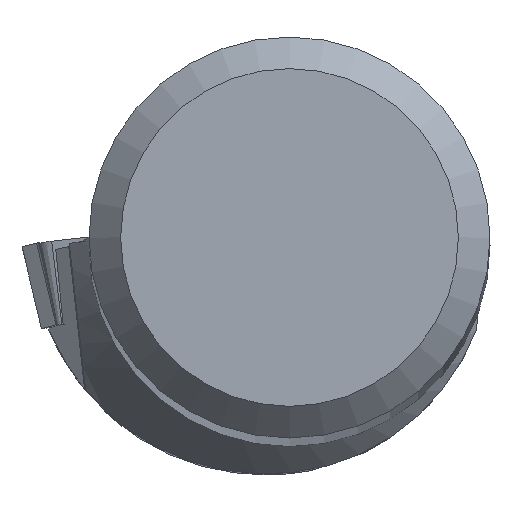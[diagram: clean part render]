
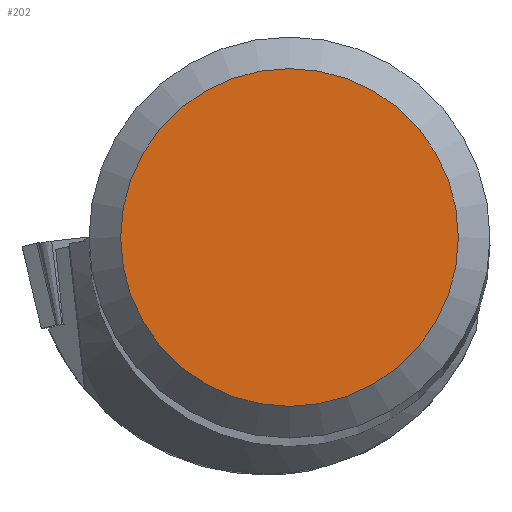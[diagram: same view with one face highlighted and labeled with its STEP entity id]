
A CAD part, top view. The second image highlights one B-rep face of the part: STEP entity #202.
In plain terms, the highlighted planar face has unit normal (0, 0, 1).
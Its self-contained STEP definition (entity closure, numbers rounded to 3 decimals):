
#153=FACE_OUTER_BOUND('',#427,.T.);
#202=ADVANCED_FACE('',(#153),#242,.T.);
#242=PLANE('',#1099);
#427=EDGE_LOOP('',(#595));
#595=ORIENTED_EDGE('',*,*,#882,.T.);
#778=VERTEX_POINT('',#1817);
#882=EDGE_CURVE('',#778,#778,#940,.T.);
#940=CIRCLE('',#1098,8.016);
#1098=AXIS2_PLACEMENT_3D('',#1816,#1318,#1319);
#1099=AXIS2_PLACEMENT_3D('',#1818,#1320,#1321);
#1318=DIRECTION('',(0.,0.,1.));
#1319=DIRECTION('',(1.,0.,0.));
#1320=DIRECTION('',(0.,0.,1.));
#1321=DIRECTION('',(1.,0.,0.));
#1816=CARTESIAN_POINT('',(0.,0.,0.));
#1817=CARTESIAN_POINT('',(8.016,0.,0.));
#1818=CARTESIAN_POINT('',(0.,0.,0.));
